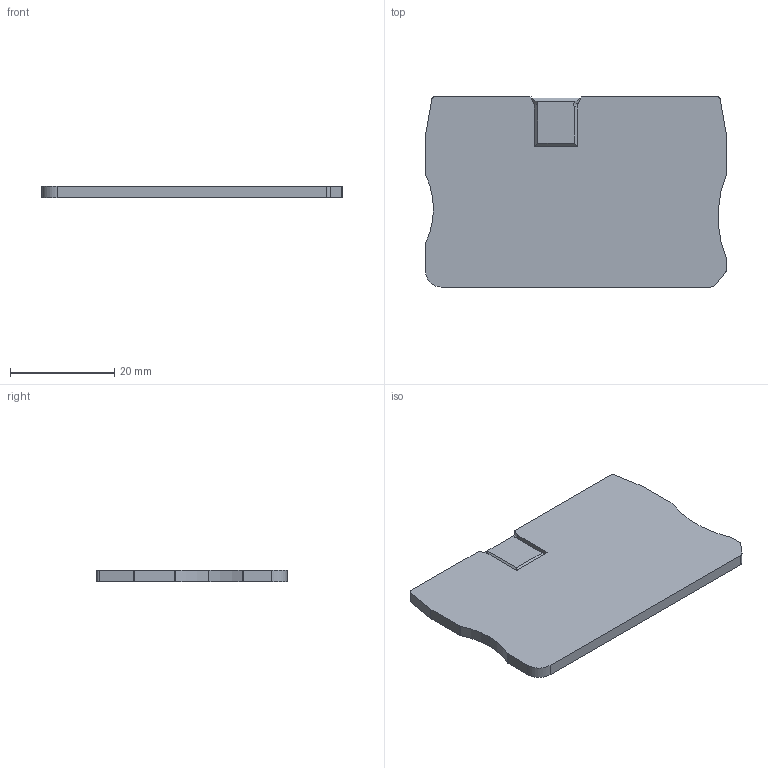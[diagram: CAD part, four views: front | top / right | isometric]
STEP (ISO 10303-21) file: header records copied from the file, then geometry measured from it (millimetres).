
FILE_DESCRIPTION( ('This file contains a STEP AP42 implementation' ,'as created by ZW3D STEP Interface translator.') ,'2;1' );
FILE_NAME( 'D-RPV6傷啣.stp' ,'23 6 9.1648 4', (''), ('ZWCAD Software Co.'), 'Version 1.0', 'ZW3D to STEP translator', '' );
FILE_SCHEMA(('AUTOMOTIVE_DESIGN { 1 0 10303 214 1 1 1 1 }'));
Length unit declared in the file: millimetre
Products named in the file (2): 0; D-RPV6傷啣
Bounding box: 57.73 x 36.5 x 2.2 mm (x, y, z)
Volume: 4480.4 mm3; surface area: 4584.4 mm2
Topology: 1 solids, 1 shells, 61 faces, 165 edges, 106 vertices
Faces by surface type: plane 35, cylinder 22, bspline 2, cone 2
Entity records: 2019 total; most frequent: CARTESIAN_POINT 385, ORIENTED_EDGE 330, DIRECTION 317, EDGE_CURVE 165, VECTOR 113, LINE 113, VERTEX_POINT 106, AXIS2_PLACEMENT_3D 102
